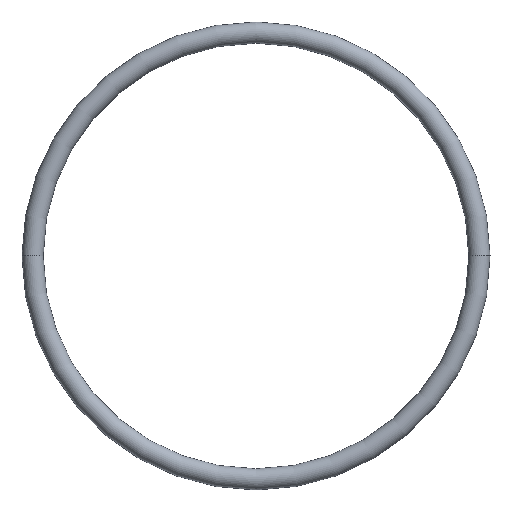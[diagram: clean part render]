
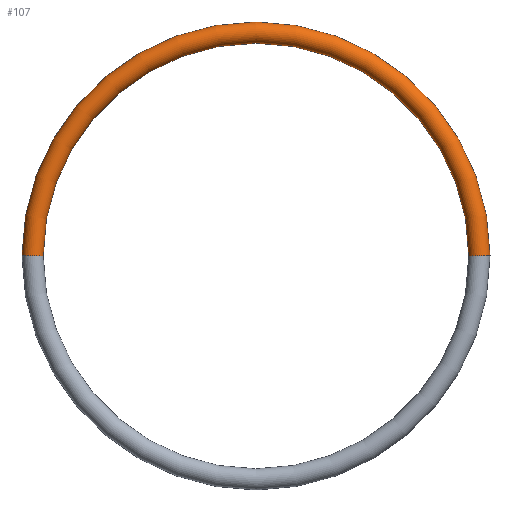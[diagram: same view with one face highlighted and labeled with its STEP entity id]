
A CAD part, top view. The second image highlights one B-rep face of the part: STEP entity #107.
In plain terms, the highlighted toroidal (fillet/blend) face has major radius 56.165 mm and minor radius 2.665 mm.
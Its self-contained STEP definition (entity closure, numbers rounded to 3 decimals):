
#3 = AXIS2_PLACEMENT_3D ( 'NONE', #109, #30, #96 ) ;
#5 = FACE_OUTER_BOUND ( 'NONE', #69, .T. ) ;
#9 = EDGE_CURVE ( 'NONE', #99, #48, #116, .T. ) ;
#10 = CARTESIAN_POINT ( 'NONE',  ( -58.83, 0., 0. ) ) ;
#16 = AXIS2_PLACEMENT_3D ( 'NONE', #90, #67, #59 ) ;
#17 = ORIENTED_EDGE ( 'NONE', *, *, #47, .T. ) ;
#22 = CIRCLE ( 'NONE', #3, 53.5 ) ;
#25 = AXIS2_PLACEMENT_3D ( 'NONE', #129, #76, #55 ) ;
#30 = DIRECTION ( 'NONE',  ( 0., 0., -1. ) ) ;
#31 = ORIENTED_EDGE ( 'NONE', *, *, #68, .F. ) ;
#40 = CARTESIAN_POINT ( 'NONE',  ( 56.165, 0., 0. ) ) ;
#46 = CIRCLE ( 'NONE', #54, 2.665 ) ;
#47 = EDGE_CURVE ( 'NONE', #151, #74, #22, .T. ) ;
#48 = VERTEX_POINT ( 'NONE', #143 ) ;
#53 = CARTESIAN_POINT ( 'NONE',  ( 53.5, 0., 0. ) ) ;
#54 = AXIS2_PLACEMENT_3D ( 'NONE', #40, #115, #64 ) ;
#55 = DIRECTION ( 'NONE',  ( 0., 0., -1. ) ) ;
#59 = DIRECTION ( 'NONE',  ( -1., 0., 0. ) ) ;
#64 = DIRECTION ( 'NONE',  ( -1., 0., 0. ) ) ;
#67 = DIRECTION ( 'NONE',  ( 0., 0., -1. ) ) ;
#68 = EDGE_CURVE ( 'NONE', #151, #99, #137, .T. ) ;
#69 = EDGE_LOOP ( 'NONE', ( #156, #31, #17, #73 ) ) ;
#71 = AXIS2_PLACEMENT_3D ( 'NONE', #103, #150, #79 ) ;
#72 = EDGE_CURVE ( 'NONE', #74, #48, #46, .T. ) ;
#73 = ORIENTED_EDGE ( 'NONE', *, *, #72, .T. ) ;
#74 = VERTEX_POINT ( 'NONE', #53 ) ;
#76 = DIRECTION ( 'NONE',  ( 0., -1., 0. ) ) ;
#79 = DIRECTION ( 'NONE',  ( -1., 0., 0. ) ) ;
#90 = CARTESIAN_POINT ( 'NONE',  ( 0., 0., 0. ) ) ;
#96 = DIRECTION ( 'NONE',  ( -1., 0., 0. ) ) ;
#99 = VERTEX_POINT ( 'NONE', #10 ) ;
#103 = CARTESIAN_POINT ( 'NONE',  ( 0., 0., 0. ) ) ;
#107 = ADVANCED_FACE ( 'NONE', ( #5 ), #133, .T. ) ;
#109 = CARTESIAN_POINT ( 'NONE',  ( 0., 0., 0. ) ) ;
#115 = DIRECTION ( 'NONE',  ( 0., 1., 0. ) ) ;
#116 = CIRCLE ( 'NONE', #16, 58.83 ) ;
#129 = CARTESIAN_POINT ( 'NONE',  ( -56.165, 0., 0. ) ) ;
#133 = TOROIDAL_SURFACE ( 'NONE', #71, 56.165, 2.665 ) ;
#137 = CIRCLE ( 'NONE', #25, 2.665 ) ;
#139 = CARTESIAN_POINT ( 'NONE',  ( -53.5, 0., 0. ) ) ;
#143 = CARTESIAN_POINT ( 'NONE',  ( 58.83, 0., 0. ) ) ;
#150 = DIRECTION ( 'NONE',  ( 0., 0., -1. ) ) ;
#151 = VERTEX_POINT ( 'NONE', #139 ) ;
#156 = ORIENTED_EDGE ( 'NONE', *, *, #9, .F. ) ;
